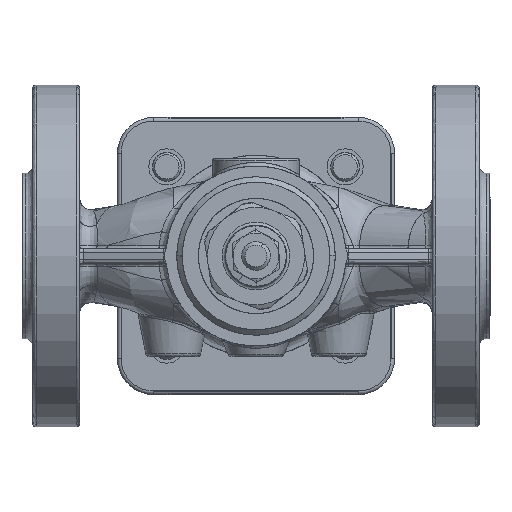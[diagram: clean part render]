
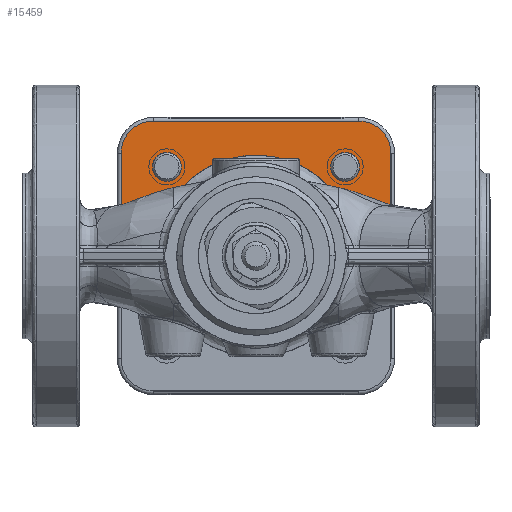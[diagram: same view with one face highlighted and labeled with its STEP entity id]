
A CAD part, front view. The second image highlights one B-rep face of the part: STEP entity #15459.
In plain terms, the highlighted planar face has unit normal (0, 1, 0).
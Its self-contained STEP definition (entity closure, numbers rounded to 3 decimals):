
#15300=CARTESIAN_POINT('Axis2P3D Location',(39.002,32.,-39.002)) ;
#15305=CARTESIAN_POINT('Line Origine',(32.675,32.,-2.9)) ;
#15309=CARTESIAN_POINT('Vertex',(27.849,32.,-2.9)) ;
#15311=CARTESIAN_POINT('Vertex',(37.5,32.,-2.9)) ;
#15314=CARTESIAN_POINT('Line Origine',(37.5,32.,-15.7)) ;
#15318=CARTESIAN_POINT('Vertex',(37.5,32.,-28.5)) ;
#15322=CARTESIAN_POINT('Control Point',(37.5,32.,-28.5)) ;
#15323=CARTESIAN_POINT('Control Point',(37.501,32.,-29.759)) ;
#15324=CARTESIAN_POINT('Control Point',(36.951,32.,-32.341)) ;
#15325=CARTESIAN_POINT('Control Point',(34.837,32.,-35.177)) ;
#15326=CARTESIAN_POINT('Control Point',(31.888,32.,-37.045)) ;
#15327=CARTESIAN_POINT('Control Point',(29.76,32.,-37.501)) ;
#15328=CARTESIAN_POINT('Control Point',(28.5,32.,-37.5)) ;
#15329=CARTESIAN_POINT('Vertex',(28.5,32.,-37.5)) ;
#15332=CARTESIAN_POINT('Line Origine',(0.,32.,-37.5)) ;
#15336=CARTESIAN_POINT('Vertex',(-28.5,32.,-37.5)) ;
#15340=CARTESIAN_POINT('Control Point',(-28.5,32.,-37.5)) ;
#15341=CARTESIAN_POINT('Control Point',(-29.759,32.,-37.501)) ;
#15342=CARTESIAN_POINT('Control Point',(-32.341,32.,-36.951)) ;
#15343=CARTESIAN_POINT('Control Point',(-35.177,32.,-34.837)) ;
#15344=CARTESIAN_POINT('Control Point',(-37.045,32.,-31.888)) ;
#15345=CARTESIAN_POINT('Control Point',(-37.501,32.,-29.76)) ;
#15346=CARTESIAN_POINT('Control Point',(-37.5,32.,-28.5)) ;
#15347=CARTESIAN_POINT('Vertex',(-37.5,32.,-28.5)) ;
#15350=CARTESIAN_POINT('Line Origine',(-37.5,32.,-19.595)) ;
#15354=CARTESIAN_POINT('Vertex',(-37.5,32.,-10.689)) ;
#15358=CARTESIAN_POINT('Control Point',(-37.5,32.,-10.689)) ;
#15359=CARTESIAN_POINT('Control Point',(-36.133,32.,-12.075)) ;
#15360=CARTESIAN_POINT('Control Point',(-33.591,32.,-13.946)) ;
#15361=CARTESIAN_POINT('Control Point',(-28.812,32.,-16.441)) ;
#15362=CARTESIAN_POINT('Control Point',(-25.547,32.,-17.594)) ;
#15363=CARTESIAN_POINT('Control Point',(-23.348,32.,-18.086)) ;
#15364=CARTESIAN_POINT('Vertex',(-23.348,32.,-18.086)) ;
#15368=CARTESIAN_POINT('Control Point',(-23.348,32.,-18.086)) ;
#15369=CARTESIAN_POINT('Control Point',(-22.549,32.,-18.264)) ;
#15370=CARTESIAN_POINT('Control Point',(-21.748,32.,-18.43)) ;
#15371=CARTESIAN_POINT('Control Point',(-20.944,32.,-18.584)) ;
#15372=CARTESIAN_POINT('Vertex',(-20.944,32.,-18.584)) ;
#15376=CARTESIAN_POINT('Control Point',(-20.944,32.,-18.584)) ;
#15377=CARTESIAN_POINT('Control Point',(-19.035,32.,-20.737)) ;
#15378=CARTESIAN_POINT('Control Point',(-14.545,32.,-24.447)) ;
#15379=CARTESIAN_POINT('Control Point',(-6.44,32.,-27.71)) ;
#15380=CARTESIAN_POINT('Control Point',(0.82,32.,-28.248)) ;
#15381=CARTESIAN_POINT('Control Point',(7.947,32.,-27.119)) ;
#15382=CARTESIAN_POINT('Control Point',(14.685,32.,-24.365)) ;
#15383=CARTESIAN_POINT('Control Point',(21.386,32.,-18.759)) ;
#15384=CARTESIAN_POINT('Control Point',(26.067,32.,-11.388)) ;
#15385=CARTESIAN_POINT('Control Point',(27.553,32.,-5.76)) ;
#15386=CARTESIAN_POINT('Control Point',(27.849,32.,-2.9)) ;
#15400=CARTESIAN_POINT('Control Point',(-20.749,32.,-24.749)) ;
#15401=CARTESIAN_POINT('Control Point',(-20.747,32.,-24.05)) ;
#15402=CARTESIAN_POINT('Control Point',(-21.123,32.,-22.655)) ;
#15403=CARTESIAN_POINT('Control Point',(-22.655,32.,-21.122)) ;
#15404=CARTESIAN_POINT('Control Point',(-24.749,32.,-20.561)) ;
#15405=CARTESIAN_POINT('Control Point',(-26.843,32.,-21.122)) ;
#15406=CARTESIAN_POINT('Control Point',(-28.374,32.,-22.655)) ;
#15407=CARTESIAN_POINT('Control Point',(-28.75,32.,-24.05)) ;
#15408=CARTESIAN_POINT('Control Point',(-28.749,32.,-24.749)) ;
#15409=CARTESIAN_POINT('Vertex',(-20.749,32.,-24.749)) ;
#15411=CARTESIAN_POINT('Vertex',(-28.749,32.,-24.749)) ;
#15415=CARTESIAN_POINT('Control Point',(-28.749,32.,-24.749)) ;
#15416=CARTESIAN_POINT('Control Point',(-28.75,32.,-25.447)) ;
#15417=CARTESIAN_POINT('Control Point',(-28.374,32.,-26.842)) ;
#15418=CARTESIAN_POINT('Control Point',(-26.843,32.,-28.375)) ;
#15419=CARTESIAN_POINT('Control Point',(-24.749,32.,-28.936)) ;
#15420=CARTESIAN_POINT('Control Point',(-22.655,32.,-28.375)) ;
#15421=CARTESIAN_POINT('Control Point',(-21.123,32.,-26.842)) ;
#15422=CARTESIAN_POINT('Control Point',(-20.747,32.,-25.447)) ;
#15423=CARTESIAN_POINT('Control Point',(-20.749,32.,-24.749)) ;
#15430=CARTESIAN_POINT('Control Point',(28.749,32.,-24.749)) ;
#15431=CARTESIAN_POINT('Control Point',(28.75,32.,-24.05)) ;
#15432=CARTESIAN_POINT('Control Point',(28.374,32.,-22.655)) ;
#15433=CARTESIAN_POINT('Control Point',(26.843,32.,-21.122)) ;
#15434=CARTESIAN_POINT('Control Point',(24.749,32.,-20.561)) ;
#15435=CARTESIAN_POINT('Control Point',(22.655,32.,-21.122)) ;
#15436=CARTESIAN_POINT('Control Point',(21.123,32.,-22.655)) ;
#15437=CARTESIAN_POINT('Control Point',(20.747,32.,-24.05)) ;
#15438=CARTESIAN_POINT('Control Point',(20.749,32.,-24.749)) ;
#15439=CARTESIAN_POINT('Vertex',(28.749,32.,-24.749)) ;
#15441=CARTESIAN_POINT('Vertex',(20.749,32.,-24.749)) ;
#15445=CARTESIAN_POINT('Control Point',(20.749,32.,-24.749)) ;
#15446=CARTESIAN_POINT('Control Point',(20.747,32.,-25.447)) ;
#15447=CARTESIAN_POINT('Control Point',(21.123,32.,-26.842)) ;
#15448=CARTESIAN_POINT('Control Point',(22.655,32.,-28.375)) ;
#15449=CARTESIAN_POINT('Control Point',(24.749,32.,-28.936)) ;
#15450=CARTESIAN_POINT('Control Point',(26.843,32.,-28.375)) ;
#15451=CARTESIAN_POINT('Control Point',(28.374,32.,-26.842)) ;
#15452=CARTESIAN_POINT('Control Point',(28.75,32.,-25.447)) ;
#15453=CARTESIAN_POINT('Control Point',(28.749,32.,-24.749)) ;
#15301=DIRECTION('Axis2P3D Direction',(0.,1.,0.)) ;
#15302=DIRECTION('Axis2P3D XDirection',(-1.,0.,0.)) ;
#15306=DIRECTION('Vector Direction',(1.,0.,0.)) ;
#15315=DIRECTION('Vector Direction',(0.,0.,-1.)) ;
#15333=DIRECTION('Vector Direction',(-1.,0.,0.)) ;
#15351=DIRECTION('Vector Direction',(0.,0.,1.)) ;
#15303=AXIS2_PLACEMENT_3D('Plane Axis2P3D',#15300,#15301,#15302) ;
#15389=ORIENTED_EDGE('',*,*,#15313,.T.) ;
#15390=ORIENTED_EDGE('',*,*,#15320,.T.) ;
#15391=ORIENTED_EDGE('',*,*,#15331,.T.) ;
#15392=ORIENTED_EDGE('',*,*,#15338,.T.) ;
#15393=ORIENTED_EDGE('',*,*,#15349,.T.) ;
#15394=ORIENTED_EDGE('',*,*,#15356,.T.) ;
#15395=ORIENTED_EDGE('',*,*,#15366,.T.) ;
#15396=ORIENTED_EDGE('',*,*,#15374,.T.) ;
#15397=ORIENTED_EDGE('',*,*,#15387,.T.) ;
#15426=ORIENTED_EDGE('',*,*,#15413,.T.) ;
#15427=ORIENTED_EDGE('',*,*,#15424,.T.) ;
#15456=ORIENTED_EDGE('',*,*,#15443,.T.) ;
#15457=ORIENTED_EDGE('',*,*,#15454,.T.) ;
#15428=FACE_BOUND('',#15425,.T.) ;
#15458=FACE_BOUND('',#15455,.T.) ;
#15307=VECTOR('Line Direction',#15306,1.) ;
#15316=VECTOR('Line Direction',#15315,1.) ;
#15334=VECTOR('Line Direction',#15333,1.) ;
#15352=VECTOR('Line Direction',#15351,1.) ;
#15459=ADVANCED_FACE('TRM_SRF134',(#15398,#15428,#15458),#15304,.T.) ;
#15321=B_SPLINE_CURVE_WITH_KNOTS('',3,(#15322,#15323,#15324,#15325,#15326,#15327,#15328),.UNSPECIFIED.,.F.,.U.,(4,1,1,1,4),(0.,3.841,7.869,10.522,14.363),.UNSPECIFIED.) ;
#15339=B_SPLINE_CURVE_WITH_KNOTS('',3,(#15340,#15341,#15342,#15343,#15344,#15345,#15346),.UNSPECIFIED.,.F.,.U.,(4,1,1,1,4),(0.,3.841,7.869,10.522,14.363),.UNSPECIFIED.) ;
#15357=B_SPLINE_CURVE_WITH_KNOTS('',3,(#15358,#15359,#15360,#15361,#15362,#15363),.UNSPECIFIED.,.F.,.U.,(4,1,1,4),(0.,5.846,9.433,16.21),.UNSPECIFIED.) ;
#15367=B_SPLINE_CURVE_WITH_KNOTS('',3,(#15368,#15369,#15370,#15371),.UNSPECIFIED.,.F.,.U.,(4,4),(0.,2.455),.UNSPECIFIED.) ;
#15375=B_SPLINE_CURVE_WITH_KNOTS('',3,(#15376,#15377,#15378,#15379,#15380,#15381,#15382,#15383,#15384,#15385,#15386),.UNSPECIFIED.,.F.,.U.,(4,1,1,1,1,1,1,1,4),(0.,8.719,17.438,26.156,30.515,39.233,47.951,56.668,65.379),.UNSPECIFIED.) ;
#15399=B_SPLINE_CURVE_WITH_KNOTS('',3,(#15400,#15401,#15402,#15403,#15404,#15405,#15406,#15407,#15408),.UNSPECIFIED.,.F.,.U.,(4,1,1,1,1,1,4),(0.,2.159,4.319,6.478,8.637,10.797,12.956),.UNSPECIFIED.) ;
#15414=B_SPLINE_CURVE_WITH_KNOTS('',3,(#15415,#15416,#15417,#15418,#15419,#15420,#15421,#15422,#15423),.UNSPECIFIED.,.F.,.U.,(4,1,1,1,1,1,4),(0.,2.159,4.319,6.478,8.637,10.797,12.956),.UNSPECIFIED.) ;
#15429=B_SPLINE_CURVE_WITH_KNOTS('',3,(#15430,#15431,#15432,#15433,#15434,#15435,#15436,#15437,#15438),.UNSPECIFIED.,.F.,.U.,(4,1,1,1,1,1,4),(0.,2.159,4.319,6.478,8.637,10.797,12.956),.UNSPECIFIED.) ;
#15444=B_SPLINE_CURVE_WITH_KNOTS('',3,(#15445,#15446,#15447,#15448,#15449,#15450,#15451,#15452,#15453),.UNSPECIFIED.,.F.,.U.,(4,1,1,1,1,1,4),(0.,2.159,4.319,6.478,8.637,10.797,12.956),.UNSPECIFIED.) ;
#15313=EDGE_CURVE('',#15310,#15312,#15308,.T.) ;
#15320=EDGE_CURVE('',#15312,#15319,#15317,.T.) ;
#15331=EDGE_CURVE('',#15319,#15330,#15321,.T.) ;
#15338=EDGE_CURVE('',#15330,#15337,#15335,.T.) ;
#15349=EDGE_CURVE('',#15337,#15348,#15339,.T.) ;
#15356=EDGE_CURVE('',#15348,#15355,#15353,.T.) ;
#15366=EDGE_CURVE('',#15355,#15365,#15357,.T.) ;
#15374=EDGE_CURVE('',#15365,#15373,#15367,.T.) ;
#15387=EDGE_CURVE('',#15373,#15310,#15375,.T.) ;
#15413=EDGE_CURVE('',#15410,#15412,#15399,.T.) ;
#15424=EDGE_CURVE('',#15412,#15410,#15414,.T.) ;
#15443=EDGE_CURVE('',#15440,#15442,#15429,.T.) ;
#15454=EDGE_CURVE('',#15442,#15440,#15444,.T.) ;
#15388=EDGE_LOOP('',(#15389,#15390,#15391,#15392,#15393,#15394,#15395,#15396,#15397)) ;
#15425=EDGE_LOOP('',(#15426,#15427)) ;
#15455=EDGE_LOOP('',(#15456,#15457)) ;
#15398=FACE_OUTER_BOUND('',#15388,.T.) ;
#15308=LINE('Line',#15305,#15307) ;
#15317=LINE('Line',#15314,#15316) ;
#15335=LINE('Line',#15332,#15334) ;
#15353=LINE('Line',#15350,#15352) ;
#15304=PLANE('',#15303) ;
#15310=VERTEX_POINT('',#15309) ;
#15312=VERTEX_POINT('',#15311) ;
#15319=VERTEX_POINT('',#15318) ;
#15330=VERTEX_POINT('',#15329) ;
#15337=VERTEX_POINT('',#15336) ;
#15348=VERTEX_POINT('',#15347) ;
#15355=VERTEX_POINT('',#15354) ;
#15365=VERTEX_POINT('',#15364) ;
#15373=VERTEX_POINT('',#15372) ;
#15410=VERTEX_POINT('',#15409) ;
#15412=VERTEX_POINT('',#15411) ;
#15440=VERTEX_POINT('',#15439) ;
#15442=VERTEX_POINT('',#15441) ;
